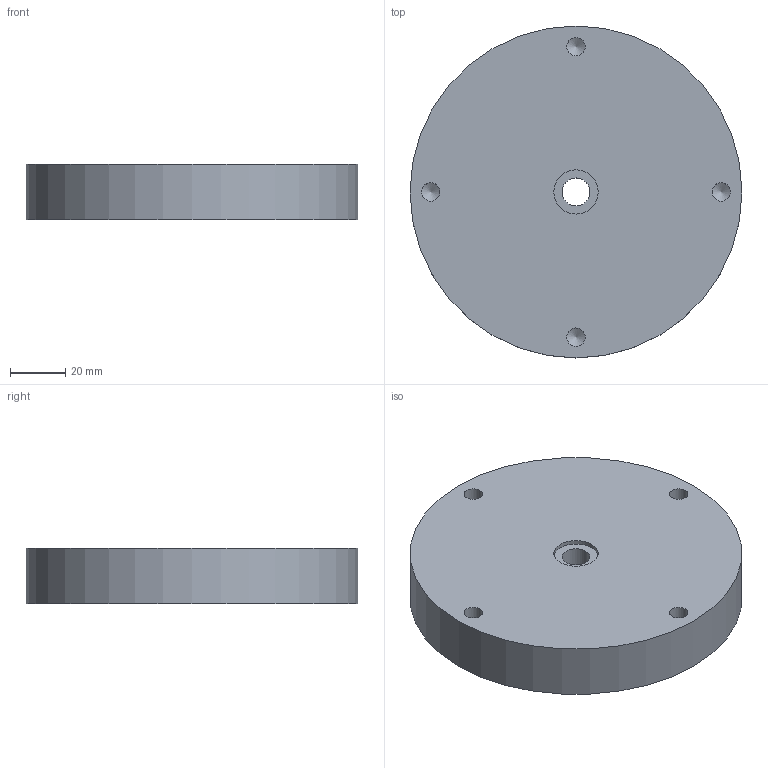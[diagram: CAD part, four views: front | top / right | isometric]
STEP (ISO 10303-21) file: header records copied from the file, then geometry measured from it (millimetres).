
FILE_DESCRIPTION(/* description */ ('Block'),/* implementation_level */ '2;1');
FILE_NAME(/* name */ '2500473.01.01.01.01.001.stp',/* time_stamp */ '2026-01-26T09:13:22+01:00',/* author */ ('Fahlberg'),/* organization */ ('SYMACON GmbH'),/* preprocessor_version */ 'ST-DEVELOPER v20',/* originating_system */ 'Autodesk Inventor 2024',/* authorisation */ '');
FILE_SCHEMA (('AUTOMOTIVE_DESIGN { 1 0 10303 214 3 1 1 }'));
Length unit declared in the file: millimetre
Products named in the file (1): 2500473.01.01.01.01.001
Bounding box: 120 x 120 x 20 mm (x, y, z)
Volume: 219240.1 mm3; surface area: 33729.4 mm2
Topology: 1 solids, 1 shells, 26 faces, 59 edges, 36 vertices
Faces by surface type: cylinder 13, cone 10, plane 3
Full cylindrical faces by diameter (mm): 6 x2, 6.647 x8, 10.106 x1, 16 x1, 120 x1
Entity records: 726 total; most frequent: DIRECTION 129, CARTESIAN_POINT 112, ORIENTED_EDGE 98, AXIS2_PLACEMENT_3D 53, EDGE_CURVE 49, EDGE_LOOP 39, VERTEX_POINT 36, FACE_OUTER_BOUND 26
